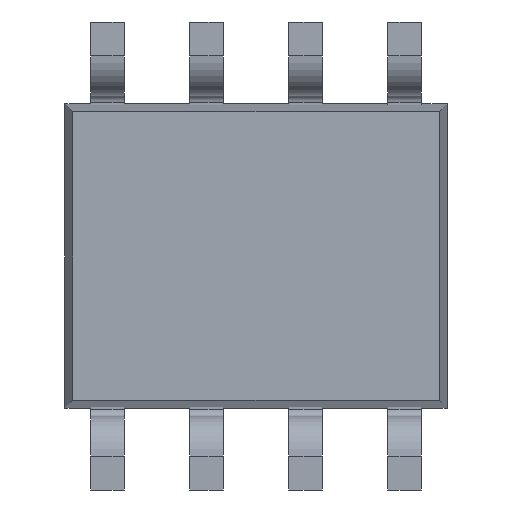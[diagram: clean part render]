
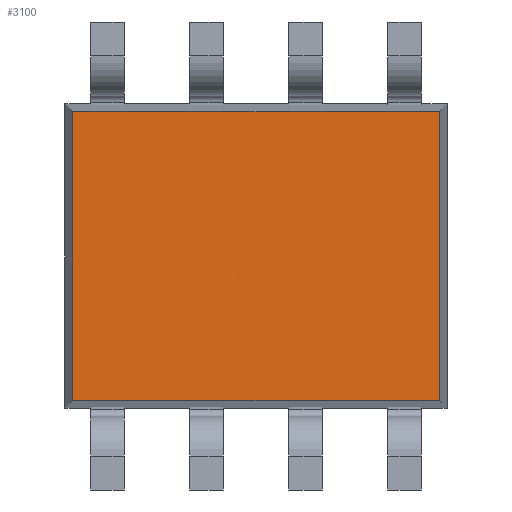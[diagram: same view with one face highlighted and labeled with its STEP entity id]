
A CAD part, front view. The second image highlights one B-rep face of the part: STEP entity #3100.
In plain terms, the highlighted planar face has unit normal (0, -1, 0).
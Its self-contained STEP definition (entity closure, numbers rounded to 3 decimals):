
#315 = ORIENTED_EDGE ( 'NONE', *, *, #10680, .T. ) ;
#1445 = LINE ( 'NONE', #10703, #5541 ) ;
#2016 = LINE ( 'NONE', #4004, #9791 ) ;
#2061 = FACE_OUTER_BOUND ( 'NONE', #9050, .T. ) ;
#3034 = DIRECTION ( 'NONE',  ( 0., 0., 1. ) ) ;
#3100 = ADVANCED_FACE ( 'NONE', ( #2061 ), #9508, .F. ) ;
#3253 = VERTEX_POINT ( 'NONE', #8543 ) ;
#3732 = CARTESIAN_POINT ( 'NONE',  ( -2.45, 0.175, -1.85 ) ) ;
#3738 = EDGE_CURVE ( 'NONE', #3253, #9741, #1445, .T. ) ;
#4004 = CARTESIAN_POINT ( 'NONE',  ( 2.35, 0.175, -3. ) ) ;
#4251 = EDGE_CURVE ( 'NONE', #5532, #9741, #2016, .T. ) ;
#4890 = CARTESIAN_POINT ( 'NONE',  ( 0., 0.175, 0. ) ) ;
#4906 = ORIENTED_EDGE ( 'NONE', *, *, #5120, .F. ) ;
#5021 = CARTESIAN_POINT ( 'NONE',  ( 2.35, 0.175, 1.85 ) ) ;
#5054 = CARTESIAN_POINT ( 'NONE',  ( 2.35, 0.175, -1.85 ) ) ;
#5120 = EDGE_CURVE ( 'NONE', #7158, #3253, #11884, .T. ) ;
#5209 = DIRECTION ( 'NONE',  ( 1., 0., 0. ) ) ;
#5385 = LINE ( 'NONE', #3732, #5850 ) ;
#5532 = VERTEX_POINT ( 'NONE', #5054 ) ;
#5541 = VECTOR ( 'NONE', #5209, 1000. ) ;
#5850 = VECTOR ( 'NONE', #8166, 1000. ) ;
#6198 = ORIENTED_EDGE ( 'NONE', *, *, #3738, .F. ) ;
#6275 = CARTESIAN_POINT ( 'NONE',  ( -2.35, 0.175, -3. ) ) ;
#6782 = DIRECTION ( 'NONE',  ( 0., 0., 1. ) ) ;
#7158 = VERTEX_POINT ( 'NONE', #9815 ) ;
#8166 = DIRECTION ( 'NONE',  ( 1., 0., 0. ) ) ;
#8543 = CARTESIAN_POINT ( 'NONE',  ( -2.35, 0.175, 1.85 ) ) ;
#8611 = DIRECTION ( 'NONE',  ( 0., 1., 0. ) ) ;
#9050 = EDGE_LOOP ( 'NONE', ( #315, #10945, #6198, #4906 ) ) ;
#9508 = PLANE ( 'NONE',  #10495 ) ;
#9741 = VERTEX_POINT ( 'NONE', #5021 ) ;
#9791 = VECTOR ( 'NONE', #3034, 1000. ) ;
#9815 = CARTESIAN_POINT ( 'NONE',  ( -2.35, 0.175, -1.85 ) ) ;
#9941 = DIRECTION ( 'NONE',  ( 0., 0., 1. ) ) ;
#10167 = VECTOR ( 'NONE', #9941, 1000. ) ;
#10495 = AXIS2_PLACEMENT_3D ( 'NONE', #4890, #8611, #6782 ) ;
#10680 = EDGE_CURVE ( 'NONE', #7158, #5532, #5385, .T. ) ;
#10703 = CARTESIAN_POINT ( 'NONE',  ( -2.45, 0.175, 1.85 ) ) ;
#10945 = ORIENTED_EDGE ( 'NONE', *, *, #4251, .T. ) ;
#11884 = LINE ( 'NONE', #6275, #10167 ) ;
